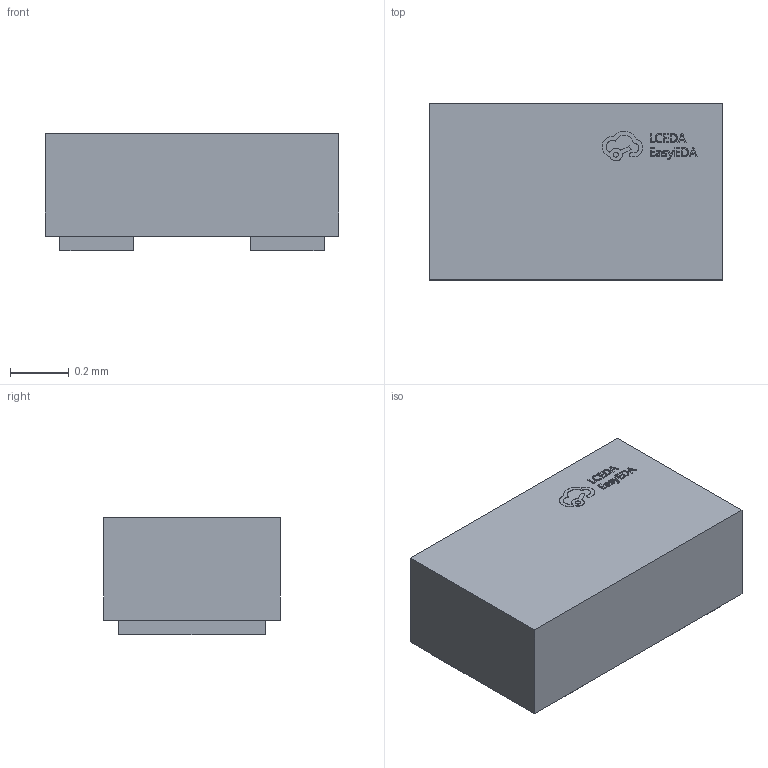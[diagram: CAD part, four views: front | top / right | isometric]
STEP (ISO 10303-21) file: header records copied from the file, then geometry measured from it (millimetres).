
FILE_DESCRIPTION (( 'STEP AP214' ), '1' );
FILE_NAME ('PG-TSLP-3_L1.0-W0.6-H0.4-P0.35-BR.step', '2022-07-08T08:36:39', ( '' ), ( '' ), 'SwSTEP 2.0', 'SolidWorks 2020', '' );
FILE_SCHEMA (( 'AUTOMOTIVE_DESIGN' ));
Length unit declared in the file: millimetre
Products named in the file (1): PG-TSLP-3_L1.0-W0.6-H0.4-P0.35-BR
Bounding box: 1 x 0.6 x 0.4 mm (x, y, z)
Volume: 0.2 mm3; surface area: 2.5 mm2
Topology: 1 solids, 1 shells, 305 faces, 822 edges, 548 vertices
Faces by surface type: plane 191, bspline 114
Entity records: 13597 total; most frequent: CARTESIAN_POINT 4038, ORIENTED_EDGE 1644, DIRECTION 974, EDGE_CURVE 822, LINE 590, VECTOR 590, VERTEX_POINT 548, EDGE_LOOP 334
